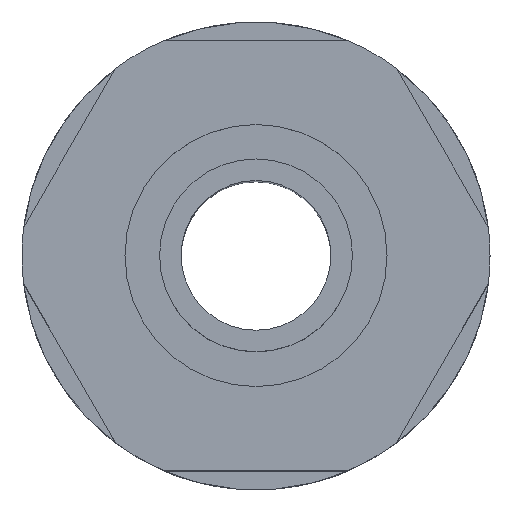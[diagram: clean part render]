
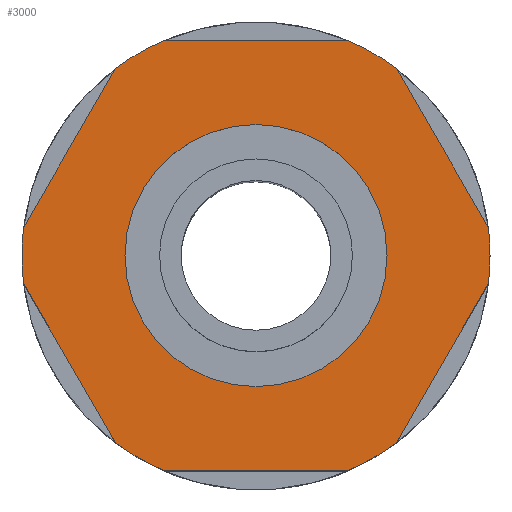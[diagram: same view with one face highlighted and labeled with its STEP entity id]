
A CAD part, top view. The second image highlights one B-rep face of the part: STEP entity #3000.
In plain terms, the highlighted face is planar.
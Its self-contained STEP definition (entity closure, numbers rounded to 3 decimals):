
#1930=CARTESIAN_POINT('',(16.,8.325,0.));
#1940=DIRECTION('',(-1.,0.,0.));
#1950=DIRECTION('',(0.,1.,0.));
#1960=AXIS2_PLACEMENT_3D('',#1930,#1940,#1950);
#1970=PLANE('',#1960);
#1980=CARTESIAN_POINT('',(16.,0.,0.));
#1990=DIRECTION('',(1.,0.,0.));
#2000=DIRECTION('',(0.,0.,-1.));
#2010=AXIS2_PLACEMENT_3D('',#1980,#1990,#2000);
#2020=CIRCLE('',#2010,7.);
#2030=CARTESIAN_POINT('',(16.,0.,-7.));
#2040=VERTEX_POINT('',#2030);
#2050=CARTESIAN_POINT('',(16.,0.,7.));
#2060=VERTEX_POINT('',#2050);
#2070=EDGE_CURVE('',#2040,#2060,#2020,.T.);
#2080=ORIENTED_EDGE('',*,*,#2070,.F.);
#2090=EDGE_CURVE('',#2060,#2040,#2020,.T.);
#2100=ORIENTED_EDGE('',*,*,#2090,.F.);
#2110=EDGE_LOOP('',(#2100,#2080));
#2120=FACE_BOUND('',#2110,.T.);
#2130=CARTESIAN_POINT('',(16.,0.,0.));
#2140=DIRECTION('',(1.,0.,0.));
#2150=DIRECTION('',(0.,-1.,0.));
#2160=AXIS2_PLACEMENT_3D('',#2130,#2140,#2150);
#2170=CIRCLE('',#2160,12.5);
#2180=CARTESIAN_POINT('',(16.,-4.899,11.5));
#2190=VERTEX_POINT('',#2180);
#2200=CARTESIAN_POINT('',(16.,-7.51,9.993));
#2210=VERTEX_POINT('',#2200);
#2220=EDGE_CURVE('',#2190,#2210,#2170,.T.);
#2230=ORIENTED_EDGE('',*,*,#2220,.T.);
#2240=CARTESIAN_POINT('',(16.,0.,11.5));
#2250=DIRECTION('',(0.,1.,0.));
#2260=VECTOR('',#2250,1.);
#2270=LINE('',#2240,#2260);
#2280=CARTESIAN_POINT('',(16.,4.899,11.5));
#2290=VERTEX_POINT('',#2280);
#2300=EDGE_CURVE('',#2190,#2290,#2270,.T.);
#2310=ORIENTED_EDGE('',*,*,#2300,.F.);
#2320=CARTESIAN_POINT('',(16.,7.51,9.993));
#2330=VERTEX_POINT('',#2320);
#2340=EDGE_CURVE('',#2330,#2290,#2170,.T.);
#2350=ORIENTED_EDGE('',*,*,#2340,.T.);
#2360=CARTESIAN_POINT('',(16.,13.279,0.));
#2370=DIRECTION('',(0.,0.5,-0.866));
#2380=VECTOR('',#2370,1.);
#2390=LINE('',#2360,#2380);
#2400=CARTESIAN_POINT('',(16.,12.409,1.507));
#2410=VERTEX_POINT('',#2400);
#2420=EDGE_CURVE('',#2330,#2410,#2390,.T.);
#2430=ORIENTED_EDGE('',*,*,#2420,.F.);
#2440=CARTESIAN_POINT('',(16.,12.5,0.));
#2450=VERTEX_POINT('',#2440);
#2460=EDGE_CURVE('',#2450,#2410,#2170,.T.);
#2470=ORIENTED_EDGE('',*,*,#2460,.T.);
#2480=CARTESIAN_POINT('',(16.,12.409,-1.507));
#2490=VERTEX_POINT('',#2480);
#2500=EDGE_CURVE('',#2490,#2450,#2170,.T.);
#2510=ORIENTED_EDGE('',*,*,#2500,.T.);
#2520=CARTESIAN_POINT('',(16.,13.279,0.));
#2530=DIRECTION('',(0.,-0.5,-0.866));
#2540=VECTOR('',#2530,1.);
#2550=LINE('',#2520,#2540);
#2560=CARTESIAN_POINT('',(16.,7.51,-9.993));
#2570=VERTEX_POINT('',#2560);
#2580=EDGE_CURVE('',#2490,#2570,#2550,.T.);
#2590=ORIENTED_EDGE('',*,*,#2580,.F.);
#2600=CARTESIAN_POINT('',(16.,4.899,-11.5));
#2610=VERTEX_POINT('',#2600);
#2620=EDGE_CURVE('',#2610,#2570,#2170,.T.);
#2630=ORIENTED_EDGE('',*,*,#2620,.T.);
#2640=CARTESIAN_POINT('',(16.,0.,-11.5));
#2650=DIRECTION('',(0.,-1.,0.));
#2660=VECTOR('',#2650,1.);
#2670=LINE('',#2640,#2660);
#2680=CARTESIAN_POINT('',(16.,-4.899,-11.5));
#2690=VERTEX_POINT('',#2680);
#2700=EDGE_CURVE('',#2610,#2690,#2670,.T.);
#2710=ORIENTED_EDGE('',*,*,#2700,.F.);
#2720=CARTESIAN_POINT('',(16.,-7.51,-9.993));
#2730=VERTEX_POINT('',#2720);
#2740=EDGE_CURVE('',#2730,#2690,#2170,.T.);
#2750=ORIENTED_EDGE('',*,*,#2740,.T.);
#2760=CARTESIAN_POINT('',(16.,-13.279,0.));
#2770=DIRECTION('',(0.,-0.5,0.866));
#2780=VECTOR('',#2770,1.);
#2790=LINE('',#2760,#2780);
#2800=CARTESIAN_POINT('',(16.,-12.409,-1.507));
#2810=VERTEX_POINT('',#2800);
#2820=EDGE_CURVE('',#2730,#2810,#2790,.T.);
#2830=ORIENTED_EDGE('',*,*,#2820,.F.);
#2840=CARTESIAN_POINT('',(16.,-12.5,0.));
#2850=VERTEX_POINT('',#2840);
#2860=EDGE_CURVE('',#2850,#2810,#2170,.T.);
#2870=ORIENTED_EDGE('',*,*,#2860,.T.);
#2880=CARTESIAN_POINT('',(16.,-12.409,1.507));
#2890=VERTEX_POINT('',#2880);
#2900=EDGE_CURVE('',#2890,#2850,#2170,.T.);
#2910=ORIENTED_EDGE('',*,*,#2900,.T.);
#2920=CARTESIAN_POINT('',(16.,-13.279,0.));
#2930=DIRECTION('',(0.,0.5,0.866));
#2940=VECTOR('',#2930,1.);
#2950=LINE('',#2920,#2940);
#2960=EDGE_CURVE('',#2890,#2210,#2950,.T.);
#2970=ORIENTED_EDGE('',*,*,#2960,.F.);
#2980=EDGE_LOOP('',(#2970,#2910,#2870,#2830,#2750,#2710,#2630,#2590,
#2510,#2470,#2430,#2350,#2310,#2230));
#2990=FACE_OUTER_BOUND('',#2980,.T.);
#3000=ADVANCED_FACE('',(#2120,#2990),#1970,.F.);
